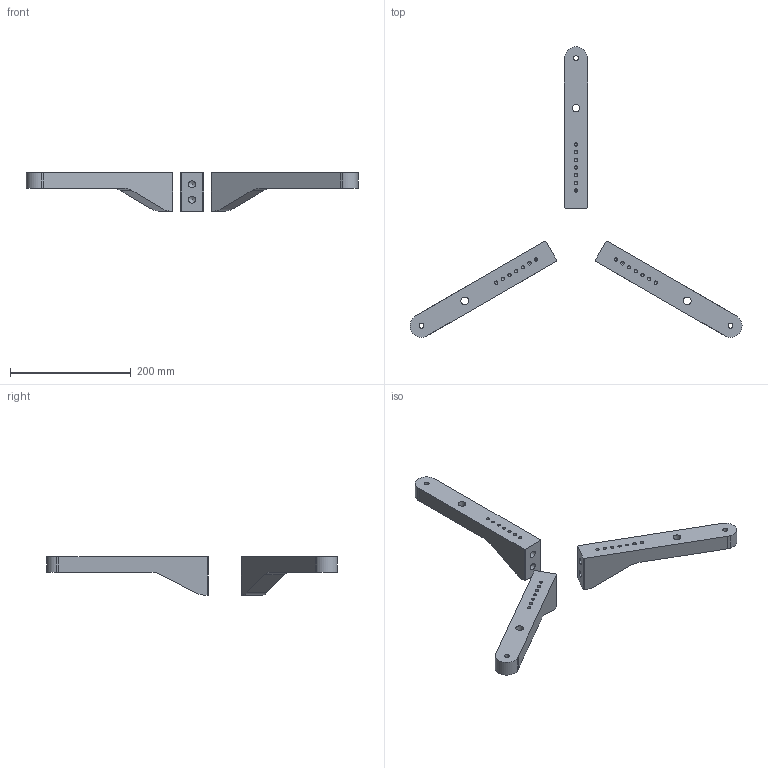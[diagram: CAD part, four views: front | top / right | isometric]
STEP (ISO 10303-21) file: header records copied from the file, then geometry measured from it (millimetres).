
FILE_DESCRIPTION(/* description */ (''),/* implementation_level */ '2;1');
FILE_NAME(/* name */ 'R101_p07 STRUTS.stp',/* time_stamp */ '2025-10-02T02:01:16-04:00',/* author */ (''),/* organization */ (''),/* preprocessor_version */ 'ST-DEVELOPER v19.4',/* originating_system */ 'SIEMENS PLM Software NX2306.8900',/* authorisation */ '');
FILE_SCHEMA (('AUTOMOTIVE_DESIGN { 1 0 10303 214 3 1 1 1 }'));
Length unit declared in the file: inch
Products named in the file (1): R101 BOT STR FEA EXPORT_objects
Bounding box: 549.53 x 481.01 x 63.5 mm (x, y, z)
Volume: 938990 mm3; surface area: 137246.5 mm2
Topology: 3 solids, 3 shells, 108 faces, 348 edges, 243 vertices
Faces by surface type: cylinder 48, plane 33, cone 27
Full cylindrical faces by diameter (mm): 5.41 x21, 7.938 x3, 11.509 x6, 12.7 x3
Entity records: 3123 total; most frequent: CARTESIAN_POINT 661, DIRECTION 512, ORIENTED_EDGE 390, AXIS2_PLACEMENT_3D 211, EDGE_CURVE 195, EDGE_LOOP 186, VERTEX_POINT 177, FACE_BOUND 174
